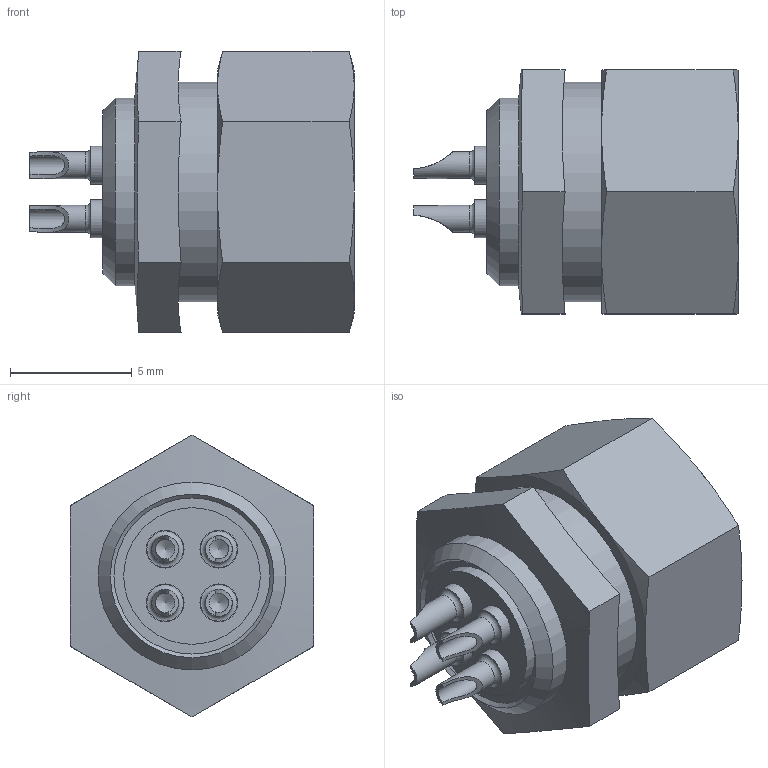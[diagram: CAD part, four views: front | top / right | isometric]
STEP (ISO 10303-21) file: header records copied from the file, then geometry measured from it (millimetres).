
FILE_DESCRIPTION(/* description */ (''),/* implementation_level */ '2;1');
FILE_NAME(/* name */ '09-0082-00-04_bg.stp',/* time_stamp */ '2010-12-07T17:14:12+01:00',/* author */ (''),/* organization */ (''),/* preprocessor_version */ 'ST-DEVELOPER v11',/* originating_system */ 'UGS - NX 5.0',/* authorisation */ '');
FILE_SCHEMA (('CONFIG_CONTROL_DESIGN'));
Length unit declared in the file: millimetre
Products named in the file (1): kbor08DD1u14
Bounding box: 13.3 x 10 x 11.55 mm (x, y, z)
Volume: 591.3 mm3; surface area: 1027.7 mm2
Topology: 1 solids, 1 shells, 155 faces, 382 edges, 246 vertices
Faces by surface type: plane 78, cone 47, cylinder 26, torus 4
Full cylindrical faces by diameter (mm): 0.8 x4, 1.1 x8, 1.55 x4, 5.6 x1, 7.5 x1, 7.7 x1, 8.459 x1, 9 x1
Entity records: 4394 total; most frequent: CARTESIAN_POINT 1047, DIRECTION 666, ORIENTED_EDGE 614, EDGE_CURVE 307, AXIS2_PLACEMENT_3D 281, VERTEX_POINT 222, EDGE_LOOP 215, ADVANCED_FACE 155
